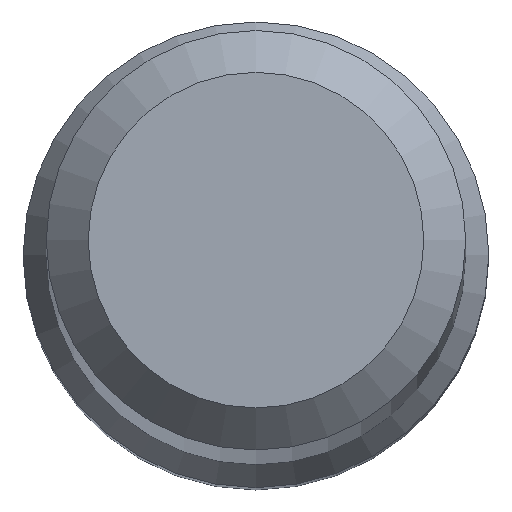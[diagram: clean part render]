
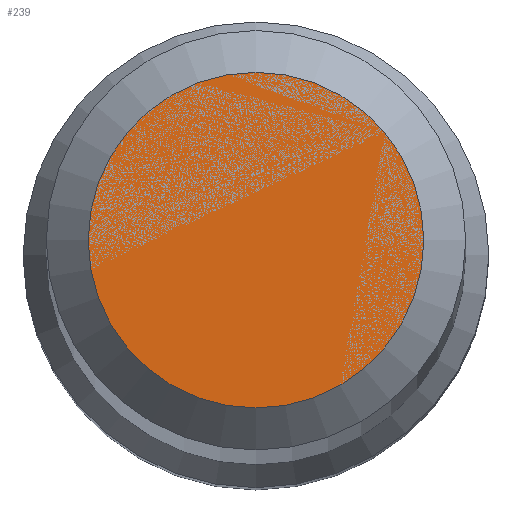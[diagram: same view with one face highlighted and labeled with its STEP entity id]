
A CAD part, top view. The second image highlights one B-rep face of the part: STEP entity #239.
In plain terms, the highlighted planar face has unit normal (0, 0, 1).
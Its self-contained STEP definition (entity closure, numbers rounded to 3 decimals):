
#15 = DIRECTION ( 'NONE',  ( 0., 0., -1. ) ) ;
#31 = PLANE ( 'NONE',  #259 ) ;
#36 = FACE_OUTER_BOUND ( 'NONE', #146, .T. ) ;
#47 = VERTEX_POINT ( 'NONE', #74 ) ;
#56 = ORIENTED_EDGE ( 'NONE', *, *, #93, .F. ) ;
#64 = DIRECTION ( 'NONE',  ( 0., 1., 0. ) ) ;
#71 = CIRCLE ( 'NONE', #143, 1.2 ) ;
#74 = CARTESIAN_POINT ( 'NONE',  ( 0., 1.2, 70. ) ) ;
#80 = CARTESIAN_POINT ( 'NONE',  ( 0., 0., 70. ) ) ;
#93 = EDGE_CURVE ( 'NONE', #47, #47, #71, .T. ) ;
#112 = CARTESIAN_POINT ( 'NONE',  ( 0., 0., 70. ) ) ;
#143 = AXIS2_PLACEMENT_3D ( 'NONE', #80, #151, #238 ) ;
#146 = EDGE_LOOP ( 'NONE', ( #56 ) ) ;
#151 = DIRECTION ( 'NONE',  ( 0., 0., -1. ) ) ;
#238 = DIRECTION ( 'NONE',  ( 0., 1., 0. ) ) ;
#239 = ADVANCED_FACE ( 'NONE', ( #36 ), #31, .F. ) ;
#259 = AXIS2_PLACEMENT_3D ( 'NONE', #112, #15, #64 ) ;
